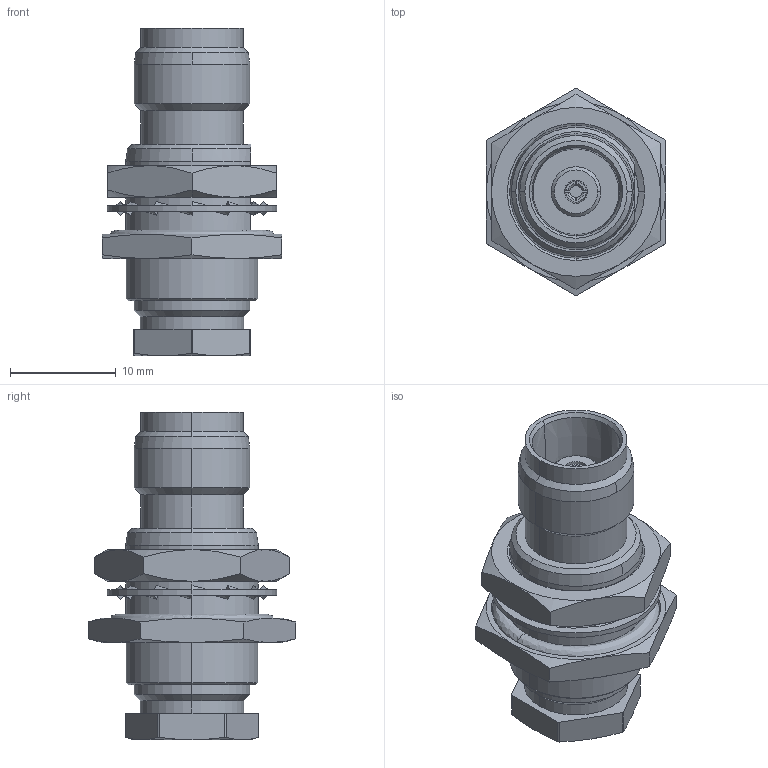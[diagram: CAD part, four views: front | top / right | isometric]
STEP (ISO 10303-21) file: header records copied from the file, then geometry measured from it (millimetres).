
FILE_DESCRIPTION (( 'STEP AP214' ), '1' );
FILE_NAME ('J01011A2336.STEP', '2016-06-23T14:02:15', ( '' ), ( '' ), 'SwSTEP 2.0', 'SolidWorks 2015', '' );
FILE_SCHEMA (( 'AUTOMOTIVE_DESIGN' ));
Length unit declared in the file: millimetre
Products named in the file (1): J01011A2336
Bounding box: 17 x 19.63 x 31 mm (x, y, z)
Volume: 3475.8 mm3; surface area: 2783.3 mm2
Topology: 3 solids, 3 shells, 218 faces, 534 edges, 334 vertices
Faces by surface type: plane 72, cone 64, bspline 42, cylinder 40
Entity records: 9480 total; most frequent: CARTESIAN_POINT 2167, ORIENTED_EDGE 1068, DIRECTION 912, EDGE_CURVE 534, AXIS2_PLACEMENT_3D 335, VERTEX_POINT 334, LINE 242, VECTOR 242
